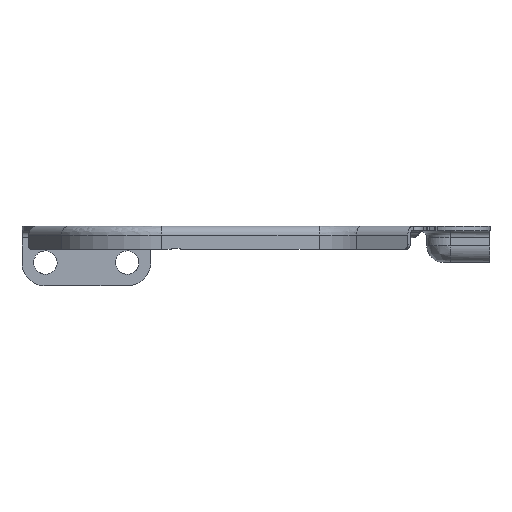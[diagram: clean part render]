
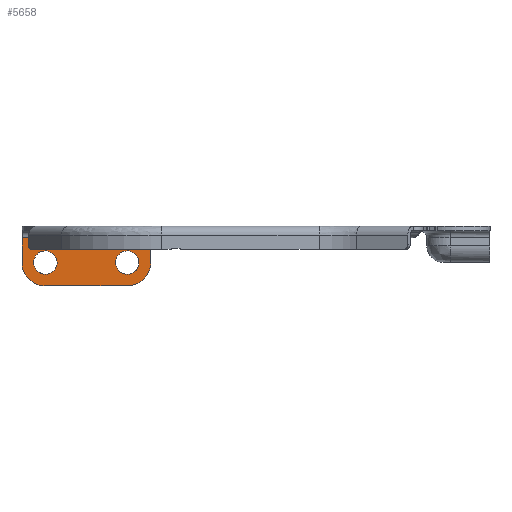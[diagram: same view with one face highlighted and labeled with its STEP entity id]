
A CAD part, left-side view. The second image highlights one B-rep face of the part: STEP entity #5658.
In plain terms, the highlighted free-form (B-spline) face has degree [1, 1] with [2, 2] control points.
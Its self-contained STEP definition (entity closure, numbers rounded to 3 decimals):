
#58 = VERTEX_POINT('',#59);
#59 = CARTESIAN_POINT('',(41.683,67.357,
    -11.044));
#75 = VERTEX_POINT('',#76);
#76 = CARTESIAN_POINT('',(41.683,60.277,
    -18.124));
#81 = EDGE_CURVE('',#75,#58,#82,.T.);
#82 = ( BOUNDED_CURVE() B_SPLINE_CURVE(2,(#83,#84,#85),.UNSPECIFIED.,.F.
,.F.) B_SPLINE_CURVE_WITH_KNOTS((3,3),(4.712,6.283),
.PIECEWISE_BEZIER_KNOTS.) CURVE() GEOMETRIC_REPRESENTATION_ITEM() 
RATIONAL_B_SPLINE_CURVE((1.,0.707,1.)) REPRESENTATION_ITEM('') 
  );
#83 = CARTESIAN_POINT('',(41.683,60.277,
    -18.124));
#84 = CARTESIAN_POINT('',(41.683,67.357,
    -18.124));
#85 = CARTESIAN_POINT('',(41.683,67.357,
    -11.044));
#106 = VERTEX_POINT('',#107);
#107 = CARTESIAN_POINT('',(41.683,35.497,
    -18.124));
#112 = EDGE_CURVE('',#106,#75,#113,.T.);
#113 = B_SPLINE_CURVE_WITH_KNOTS('',1,(#114,#115),.UNSPECIFIED.,.F.,.F.,
  (2,2),(25.55,43.05),.PIECEWISE_BEZIER_KNOTS.);
#114 = CARTESIAN_POINT('',(41.683,35.497,
    -18.124));
#115 = CARTESIAN_POINT('',(41.683,60.277,
    -18.124));
#135 = VERTEX_POINT('',#136);
#136 = CARTESIAN_POINT('',(41.683,28.417,
    -11.044));
#141 = EDGE_CURVE('',#135,#106,#142,.T.);
#142 = ( BOUNDED_CURVE() B_SPLINE_CURVE(2,(#143,#144,#145),
.UNSPECIFIED.,.F.,.F.) B_SPLINE_CURVE_WITH_KNOTS((3,3),(3.142,
4.712),.PIECEWISE_BEZIER_KNOTS.) CURVE() 
GEOMETRIC_REPRESENTATION_ITEM() RATIONAL_B_SPLINE_CURVE((1.,
0.707,1.)) REPRESENTATION_ITEM('') );
#143 = CARTESIAN_POINT('',(41.683,28.417,
    -11.044));
#144 = CARTESIAN_POINT('',(41.683,28.417,
    -18.124));
#145 = CARTESIAN_POINT('',(41.683,35.497,
    -18.124));
#167 = VERTEX_POINT('',#168);
#168 = CARTESIAN_POINT('',(41.683,28.417,
    -3.54));
#174 = EDGE_CURVE('',#167,#135,#175,.T.);
#175 = B_SPLINE_CURVE_WITH_KNOTS('',1,(#176,#177),.UNSPECIFIED.,.F.,.F.,
  (2,2),(26.093,31.393),.PIECEWISE_BEZIER_KNOTS.);
#176 = CARTESIAN_POINT('',(41.683,28.417,
    -3.54));
#177 = CARTESIAN_POINT('',(41.683,28.417,
    -11.044));
#1756 = VERTEX_POINT('',#1757);
#1757 = CARTESIAN_POINT('',(41.683,37.492,
    -8.12));
#1762 = EDGE_CURVE('',#1763,#1756,#1765,.T.);
#1763 = VERTEX_POINT('',#1764);
#1764 = CARTESIAN_POINT('',(41.683,31.957,
    -11.044));
#1765 = ( BOUNDED_CURVE() B_SPLINE_CURVE(2,(#1766,#1767,#1768),
.UNSPECIFIED.,.F.,.F.) B_SPLINE_CURVE_WITH_KNOTS((3,3),(0.,
2.169),.PIECEWISE_BEZIER_KNOTS.) CURVE() 
GEOMETRIC_REPRESENTATION_ITEM() RATIONAL_B_SPLINE_CURVE((1.,
0.467,1.)) REPRESENTATION_ITEM('') );
#1766 = CARTESIAN_POINT('',(41.683,31.957,
    -11.044));
#1767 = CARTESIAN_POINT('',(41.683,31.957,
    -4.344));
#1768 = CARTESIAN_POINT('',(41.683,37.492,
    -8.12));
#1770 = EDGE_CURVE('',#1756,#1763,#1771,.T.);
#1771 = ( BOUNDED_CURVE() B_SPLINE_CURVE(2,(#1772,#1773,#1774,#1775,
#1776),.UNSPECIFIED.,.F.,.F.) B_SPLINE_CURVE_WITH_KNOTS((3,2,3),(
    2.169,4.226,6.283),
.PIECEWISE_BEZIER_KNOTS.) CURVE() GEOMETRIC_REPRESENTATION_ITEM() 
RATIONAL_B_SPLINE_CURVE((1.,0.516,1.,0.516,1.)) 
REPRESENTATION_ITEM('') );
#1772 = CARTESIAN_POINT('',(41.683,37.492,
    -8.12));
#1773 = CARTESIAN_POINT('',(41.683,42.344,
    -11.43));
#1774 = CARTESIAN_POINT('',(41.683,37.151,
    -14.174));
#1775 = CARTESIAN_POINT('',(41.683,31.957,
    -16.918));
#1776 = CARTESIAN_POINT('',(41.683,31.957,
    -11.044));
#1814 = VERTEX_POINT('',#1815);
#1815 = CARTESIAN_POINT('',(41.683,62.271,
    -8.12));
#1820 = EDGE_CURVE('',#1821,#1814,#1823,.T.);
#1821 = VERTEX_POINT('',#1822);
#1822 = CARTESIAN_POINT('',(41.683,56.737,
    -11.044));
#1823 = ( BOUNDED_CURVE() B_SPLINE_CURVE(2,(#1824,#1825,#1826),
.UNSPECIFIED.,.F.,.F.) B_SPLINE_CURVE_WITH_KNOTS((3,3),(0.,
2.169),.PIECEWISE_BEZIER_KNOTS.) CURVE() 
GEOMETRIC_REPRESENTATION_ITEM() RATIONAL_B_SPLINE_CURVE((1.,
0.467,1.)) REPRESENTATION_ITEM('') );
#1824 = CARTESIAN_POINT('',(41.683,56.737,
    -11.044));
#1825 = CARTESIAN_POINT('',(41.683,56.737,
    -4.344));
#1826 = CARTESIAN_POINT('',(41.683,62.271,
    -8.12));
#1828 = EDGE_CURVE('',#1814,#1821,#1829,.T.);
#1829 = ( BOUNDED_CURVE() B_SPLINE_CURVE(2,(#1830,#1831,#1832,#1833,
#1834),.UNSPECIFIED.,.F.,.F.) B_SPLINE_CURVE_WITH_KNOTS((3,2,3),(
    2.169,4.226,6.283),
.PIECEWISE_BEZIER_KNOTS.) CURVE() GEOMETRIC_REPRESENTATION_ITEM() 
RATIONAL_B_SPLINE_CURVE((1.,0.516,1.,0.516,1.)) 
REPRESENTATION_ITEM('') );
#1830 = CARTESIAN_POINT('',(41.683,62.271,
    -8.12));
#1831 = CARTESIAN_POINT('',(41.683,67.124,
    -11.43));
#1832 = CARTESIAN_POINT('',(41.683,61.93,
    -14.174));
#1833 = CARTESIAN_POINT('',(41.683,56.737,
    -16.918));
#1834 = CARTESIAN_POINT('',(41.683,56.737,
    -11.044));
#1917 = EDGE_CURVE('',#58,#1918,#1920,.T.);
#1918 = VERTEX_POINT('',#1919);
#1919 = CARTESIAN_POINT('',(41.683,67.357,
    -3.54));
#1920 = B_SPLINE_CURVE_WITH_KNOTS('',1,(#1921,#1922),.UNSPECIFIED.,.F.,
  .F.,(2,2),(-31.393,-26.093),.PIECEWISE_BEZIER_KNOTS.);
#1921 = CARTESIAN_POINT('',(41.683,67.357,
    -11.044));
#1922 = CARTESIAN_POINT('',(41.683,67.357,
    -3.54));
#3874 = EDGE_CURVE('',#167,#1918,#3875,.T.);
#3875 = B_SPLINE_CURVE_WITH_KNOTS('',1,(#3876,#3877),.UNSPECIFIED.,.F.,
  .F.,(2,2),(20.55,48.05),.PIECEWISE_BEZIER_KNOTS.);
#3876 = CARTESIAN_POINT('',(41.683,28.417,
    -3.54));
#3877 = CARTESIAN_POINT('',(41.683,67.357,
    -3.54));
#5658 = ADVANCED_FACE('',(#5659,#5667,#5671),#5675,.T.);
#5659 = FACE_BOUND('',#5660,.T.);
#5660 = EDGE_LOOP('',(#5661,#5662,#5663,#5664,#5665,#5666));
#5661 = ORIENTED_EDGE('',*,*,#3874,.T.);
#5662 = ORIENTED_EDGE('',*,*,#1917,.F.);
#5663 = ORIENTED_EDGE('',*,*,#81,.F.);
#5664 = ORIENTED_EDGE('',*,*,#112,.F.);
#5665 = ORIENTED_EDGE('',*,*,#141,.F.);
#5666 = ORIENTED_EDGE('',*,*,#174,.F.);
#5667 = FACE_BOUND('',#5668,.T.);
#5668 = EDGE_LOOP('',(#5669,#5670));
#5669 = ORIENTED_EDGE('',*,*,#1762,.F.);
#5670 = ORIENTED_EDGE('',*,*,#1770,.F.);
#5671 = FACE_BOUND('',#5672,.T.);
#5672 = EDGE_LOOP('',(#5673,#5674));
#5673 = ORIENTED_EDGE('',*,*,#1820,.F.);
#5674 = ORIENTED_EDGE('',*,*,#1828,.F.);
#5675 = B_SPLINE_SURFACE_WITH_KNOTS('',1,1,(
    (#5676,#5677)
    ,(#5678,#5679
    )),.UNSPECIFIED.,.F.,.F.,.F.,(2,2),(2,2),(26.093,
    36.393),(-48.05,-20.55),
  .PIECEWISE_BEZIER_KNOTS.);
#5676 = CARTESIAN_POINT('',(41.683,67.357,
    -3.54));
#5677 = CARTESIAN_POINT('',(41.683,28.417,
    -3.54));
#5678 = CARTESIAN_POINT('',(41.683,67.357,
    -18.124));
#5679 = CARTESIAN_POINT('',(41.683,28.417,
    -18.124));
